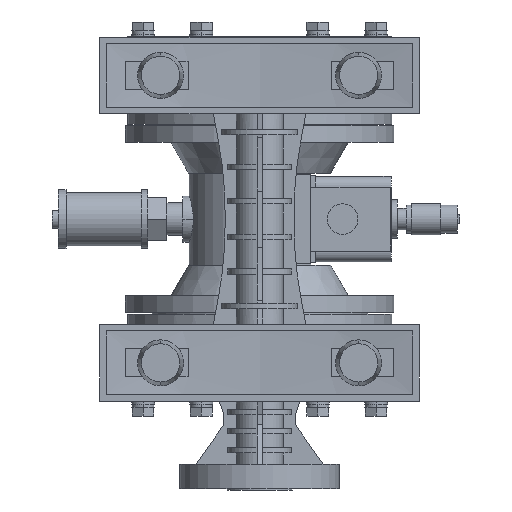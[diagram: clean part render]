
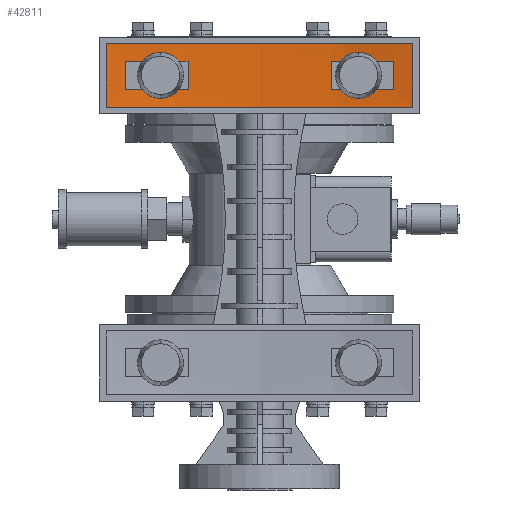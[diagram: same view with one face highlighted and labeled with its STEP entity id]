
A CAD part, front view. The second image highlights one B-rep face of the part: STEP entity #42811.
In plain terms, the highlighted cylindrical face has radius 615 mm (diameter 1230 mm), a partial arc.
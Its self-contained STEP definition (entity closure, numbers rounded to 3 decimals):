
#5932 = CARTESIAN_POINT ( 'NONE',  ( -104.828, -201.059, 123.5 ) ) ;
#5937 = DIRECTION ( 'NONE',  ( -1., 0., 0. ) ) ;
#5938 = DIRECTION ( 'NONE',  ( 0., 0., 1. ) ) ;
#5939 = CARTESIAN_POINT ( 'NONE',  ( 0., -807.059, 123.5 ) ) ;
#5940 = AXIS2_PLACEMENT_3D ( 'NONE', #5939, #5938, #5937 ) ;
#5941 = CIRCLE ( 'NONE', #5940, 615. ) ;
#5949 = CARTESIAN_POINT ( 'NONE',  ( -104.828, -201.059, 101.5 ) ) ;
#5950 = DIRECTION ( 'NONE',  ( 0., 0., 1. ) ) ;
#5951 = VECTOR ( 'NONE', #5950, 1000. ) ;
#5952 = CARTESIAN_POINT ( 'NONE',  ( -104.828, -201.059, 142.5 ) ) ;
#5953 = LINE ( 'NONE', #5952, #5951 ) ;
#5978 = CARTESIAN_POINT ( 'NONE',  ( -56., -194.614, 101.5 ) ) ;
#5985 = CARTESIAN_POINT ( 'NONE',  ( -56., -194.614, 123.5 ) ) ;
#5986 = DIRECTION ( 'NONE',  ( 0., 0., 1. ) ) ;
#5987 = VECTOR ( 'NONE', #5986, 1000. ) ;
#5988 = CARTESIAN_POINT ( 'NONE',  ( -56., -194.614, 142.5 ) ) ;
#5989 = LINE ( 'NONE', #5988, #5987 ) ;
#9804 = DIRECTION ( 'NONE',  ( -1., 0., 0. ) ) ;
#9805 = DIRECTION ( 'NONE',  ( 0., 0., -1. ) ) ;
#9806 = AXIS2_PLACEMENT_3D ( 'NONE', #9808, #9805, #9804 ) ;
#9807 = CYLINDRICAL_SURFACE ( 'NONE', #9806, 615. ) ;
#9808 = CARTESIAN_POINT ( 'NONE',  ( 0., -807.059, 142.5 ) ) ;
#9809 = FACE_OUTER_BOUND ( 'NONE', #42823, .T. ) ;
#9810 = FACE_BOUND ( 'NONE', #42898, .T. ) ;
#9811 = FACE_BOUND ( 'NONE', #42933, .T. ) ;
#9869 = DIRECTION ( 'NONE',  ( -1., 0., 0. ) ) ;
#9870 = DIRECTION ( 'NONE',  ( 0., 0., 1. ) ) ;
#9871 = CARTESIAN_POINT ( 'NONE',  ( 0., -807.059, 87.5 ) ) ;
#9872 = AXIS2_PLACEMENT_3D ( 'NONE', #9871, #9870, #9869 ) ;
#9873 = CIRCLE ( 'NONE', #9872, 615. ) ;
#9922 = DIRECTION ( 'NONE',  ( 0., 0., -1. ) ) ;
#9923 = VECTOR ( 'NONE', #9922, 1000. ) ;
#9924 = CARTESIAN_POINT ( 'NONE',  ( 120., -203.88, 142.5 ) ) ;
#9925 = LINE ( 'NONE', #9924, #9923 ) ;
#10037 = CARTESIAN_POINT ( 'NONE',  ( -120., -203.88, 87.5 ) ) ;
#10049 = CARTESIAN_POINT ( 'NONE',  ( 120., -203.88, 87.5 ) ) ;
#10055 = CARTESIAN_POINT ( 'NONE',  ( 120., -203.88, 137.5 ) ) ;
#11789 = DIRECTION ( 'NONE',  ( 0., 0., -1. ) ) ;
#11790 = VECTOR ( 'NONE', #11789, 1000. ) ;
#11791 = CARTESIAN_POINT ( 'NONE',  ( 104.828, -201.059, 142.5 ) ) ;
#11792 = LINE ( 'NONE', #11791, #11790 ) ;
#12739 = CARTESIAN_POINT ( 'NONE',  ( 104.828, -201.059, 123.5 ) ) ;
#13083 = DIRECTION ( 'NONE',  ( -1., 0., 0. ) ) ;
#13084 = DIRECTION ( 'NONE',  ( 0., 0., 1. ) ) ;
#13085 = CARTESIAN_POINT ( 'NONE',  ( 0., -807.059, 123.5 ) ) ;
#13086 = AXIS2_PLACEMENT_3D ( 'NONE', #13085, #13084, #13083 ) ;
#13087 = CIRCLE ( 'NONE', #13086, 615. ) ;
#16866 = EDGE_CURVE ( 'NONE', #17096, #43005, #24185, .T. ) ;
#17087 = ORIENTED_EDGE ( 'NONE', *, *, #17174, .T. ) ;
#17096 = VERTEX_POINT ( 'NONE', #24723 ) ;
#17174 = EDGE_CURVE ( 'NONE', #17096, #42993, #24852, .T. ) ;
#19096 = VERTEX_POINT ( 'NONE', #28888 ) ;
#19230 = EDGE_CURVE ( 'NONE', #40395, #40438, #29222, .T. ) ;
#19282 = VERTEX_POINT ( 'NONE', #29275 ) ;
#19283 = EDGE_CURVE ( 'NONE', #19096, #19282, #29273, .T. ) ;
#19354 = VERTEX_POINT ( 'NONE', #29413 ) ;
#19355 = EDGE_CURVE ( 'NONE', #19282, #19354, #29412, .T. ) ;
#24185 = CIRCLE ( 'NONE', #24248, 615. ) ;
#24245 = DIRECTION ( 'NONE',  ( 1., 0., 0. ) ) ;
#24246 = DIRECTION ( 'NONE',  ( 0., 0., -1. ) ) ;
#24247 = CARTESIAN_POINT ( 'NONE',  ( 0., -807.059, 137.5 ) ) ;
#24248 = AXIS2_PLACEMENT_3D ( 'NONE', #24247, #24246, #24245 ) ;
#24723 = CARTESIAN_POINT ( 'NONE',  ( -120., -203.88, 137.5 ) ) ;
#24849 = DIRECTION ( 'NONE',  ( 0., 0., -1. ) ) ;
#24850 = VECTOR ( 'NONE', #24849, 1000. ) ;
#24851 = CARTESIAN_POINT ( 'NONE',  ( -120., -203.88, 142.5 ) ) ;
#24852 = LINE ( 'NONE', #24851, #24850 ) ;
#28888 = CARTESIAN_POINT ( 'NONE',  ( 56., -194.614, 123.5 ) ) ;
#29218 = DIRECTION ( 'NONE',  ( 1., 0., 0. ) ) ;
#29219 = DIRECTION ( 'NONE',  ( 0., 0., -1. ) ) ;
#29220 = CARTESIAN_POINT ( 'NONE',  ( 0., -807.059, 101.5 ) ) ;
#29221 = AXIS2_PLACEMENT_3D ( 'NONE', #29220, #29219, #29218 ) ;
#29222 = CIRCLE ( 'NONE', #29221, 615. ) ;
#29270 = DIRECTION ( 'NONE',  ( 0., 0., -1. ) ) ;
#29271 = VECTOR ( 'NONE', #29270, 1000. ) ;
#29272 = CARTESIAN_POINT ( 'NONE',  ( 56., -194.614, 142.5 ) ) ;
#29273 = LINE ( 'NONE', #29272, #29271 ) ;
#29275 = CARTESIAN_POINT ( 'NONE',  ( 56., -194.614, 101.5 ) ) ;
#29408 = DIRECTION ( 'NONE',  ( 1., 0., 0. ) ) ;
#29409 = DIRECTION ( 'NONE',  ( 0., 0., -1. ) ) ;
#29410 = CARTESIAN_POINT ( 'NONE',  ( 0., -807.059, 101.5 ) ) ;
#29411 = AXIS2_PLACEMENT_3D ( 'NONE', #29410, #29409, #29408 ) ;
#29412 = CIRCLE ( 'NONE', #29411, 615. ) ;
#29413 = CARTESIAN_POINT ( 'NONE',  ( 104.828, -201.059, 101.5 ) ) ;
#40392 = EDGE_CURVE ( 'NONE', #40395, #40412, #5953, .T. ) ;
#40395 = VERTEX_POINT ( 'NONE', #5949 ) ;
#40406 = EDGE_CURVE ( 'NONE', #40431, #40412, #5941, .T. ) ;
#40412 = VERTEX_POINT ( 'NONE', #5932 ) ;
#40429 = EDGE_CURVE ( 'NONE', #40438, #40431, #5989, .T. ) ;
#40431 = VERTEX_POINT ( 'NONE', #5985 ) ;
#40438 = VERTEX_POINT ( 'NONE', #5978 ) ;
#42811 = ADVANCED_FACE ( 'NONE', ( #9811, #9810, #9809 ), #9807, .F. ) ;
#42816 = ORIENTED_EDGE ( 'NONE', *, *, #44403, .F. ) ;
#42822 = ORIENTED_EDGE ( 'NONE', *, *, #40429, .F. ) ;
#42823 = EDGE_LOOP ( 'NONE', ( #43010, #42995, #42909, #17087 ) ) ;
#42833 = ORIENTED_EDGE ( 'NONE', *, *, #40392, .T. ) ;
#42836 = ORIENTED_EDGE ( 'NONE', *, *, #40406, .F. ) ;
#42848 = ORIENTED_EDGE ( 'NONE', *, *, #43797, .T. ) ;
#42849 = ORIENTED_EDGE ( 'NONE', *, *, #19355, .F. ) ;
#42873 = EDGE_CURVE ( 'NONE', #43012, #42993, #9873, .T. ) ;
#42898 = EDGE_LOOP ( 'NONE', ( #42903, #42833, #42836, #42822 ) ) ;
#42903 = ORIENTED_EDGE ( 'NONE', *, *, #19230, .F. ) ;
#42909 = ORIENTED_EDGE ( 'NONE', *, *, #16866, .F. ) ;
#42933 = EDGE_LOOP ( 'NONE', ( #42816, #42848, #42849, #42980 ) ) ;
#42938 = EDGE_CURVE ( 'NONE', #43005, #43012, #9925, .T. ) ;
#42980 = ORIENTED_EDGE ( 'NONE', *, *, #19283, .F. ) ;
#42993 = VERTEX_POINT ( 'NONE', #10037 ) ;
#42995 = ORIENTED_EDGE ( 'NONE', *, *, #42938, .F. ) ;
#43005 = VERTEX_POINT ( 'NONE', #10055 ) ;
#43010 = ORIENTED_EDGE ( 'NONE', *, *, #42873, .F. ) ;
#43012 = VERTEX_POINT ( 'NONE', #10049 ) ;
#43797 = EDGE_CURVE ( 'NONE', #44232, #19354, #11792, .T. ) ;
#44232 = VERTEX_POINT ( 'NONE', #12739 ) ;
#44403 = EDGE_CURVE ( 'NONE', #44232, #19096, #13087, .T. ) ;
